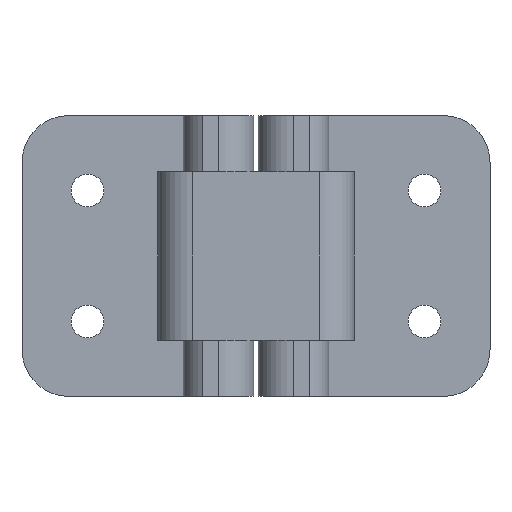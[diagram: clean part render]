
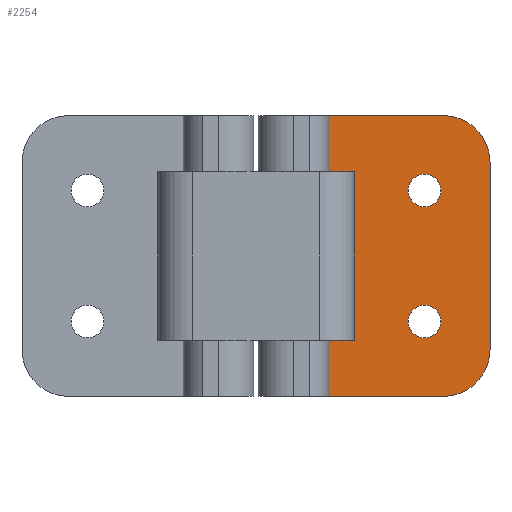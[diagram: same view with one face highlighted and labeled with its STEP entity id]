
A CAD part, front view. The second image highlights one B-rep face of the part: STEP entity #2254.
In plain terms, the highlighted planar face has unit normal (0, -1, 0).
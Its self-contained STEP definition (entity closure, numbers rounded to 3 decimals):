
#69 = VECTOR ( 'NONE', #275, 1000. ) ;
#114 = AXIS2_PLACEMENT_3D ( 'NONE', #440, #437, #434 ) ;
#128 = CIRCLE ( 'NONE', #114, 5. ) ;
#170 = AXIS2_PLACEMENT_3D ( 'NONE', #341, #340, #305 ) ;
#196 = CARTESIAN_POINT ( 'NONE',  ( -21., 1.75, -15. ) ) ;
#214 = DIRECTION ( 'NONE',  ( 0., 0., -1. ) ) ;
#224 = DIRECTION ( 'NONE',  ( 0., 1., 0. ) ) ;
#267 = DIRECTION ( 'NONE',  ( 0., 0., -1. ) ) ;
#275 = DIRECTION ( 'NONE',  ( 0., 0., -1. ) ) ;
#277 = CARTESIAN_POINT ( 'NONE',  ( -21., 1.75, 15. ) ) ;
#278 = CARTESIAN_POINT ( 'NONE',  ( -14., 1.75, 7. ) ) ;
#279 = DIRECTION ( 'NONE',  ( 0., 1., 0. ) ) ;
#284 = DIRECTION ( 'NONE',  ( 0., 0., 1. ) ) ;
#288 = DIRECTION ( 'NONE',  ( -1., 0., 0. ) ) ;
#292 = CARTESIAN_POINT ( 'NONE',  ( -16., 1.75, -10. ) ) ;
#296 = DIRECTION ( 'NONE',  ( 0., -1., 0. ) ) ;
#305 = DIRECTION ( 'NONE',  ( 0., 0., 1. ) ) ;
#306 = CARTESIAN_POINT ( 'NONE',  ( -21., 1.75, -9. ) ) ;
#340 = DIRECTION ( 'NONE',  ( 0., 1., 0. ) ) ;
#341 = CARTESIAN_POINT ( 'NONE',  ( -21., 1.75, 15. ) ) ;
#345 = DIRECTION ( 'NONE',  ( 0., 0., 1. ) ) ;
#347 = PLANE ( 'NONE',  #170 ) ;
#357 = CARTESIAN_POINT ( 'NONE',  ( -3.317, 1.75, 15. ) ) ;
#372 = DIRECTION ( 'NONE',  ( 0., 0., 1. ) ) ;
#382 = CARTESIAN_POINT ( 'NONE',  ( -14., 1.75, -7. ) ) ;
#434 = DIRECTION ( 'NONE',  ( 0., 0., 1. ) ) ;
#437 = DIRECTION ( 'NONE',  ( 0., -1., 0. ) ) ;
#440 = CARTESIAN_POINT ( 'NONE',  ( -16., 1.75, 10. ) ) ;
#470 = DIRECTION ( 'NONE',  ( 1., 0., 0. ) ) ;
#471 = CARTESIAN_POINT ( 'NONE',  ( -3.317, 1.75, 15. ) ) ;
#557 = EDGE_CURVE ( 'NONE', #1162, #1298, #2005, .T. ) ;
#777 = CARTESIAN_POINT ( 'NONE',  ( -16., 1.75, 15. ) ) ;
#781 = DIRECTION ( 'NONE',  ( 0., 0., 1. ) ) ;
#782 = CARTESIAN_POINT ( 'NONE',  ( -5.555, 1.75, -9. ) ) ;
#792 = CARTESIAN_POINT ( 'NONE',  ( -14., 1.75, 5.25 ) ) ;
#801 = CARTESIAN_POINT ( 'NONE',  ( -3.317, 1.75, 9. ) ) ;
#814 = DIRECTION ( 'NONE',  ( 1., 0., 0. ) ) ;
#815 = CARTESIAN_POINT ( 'NONE',  ( -21., 1.75, 15. ) ) ;
#823 = CARTESIAN_POINT ( 'NONE',  ( -3.317, 1.75, -9. ) ) ;
#829 = CARTESIAN_POINT ( 'NONE',  ( -5.555, 1.75, -9. ) ) ;
#834 = CARTESIAN_POINT ( 'NONE',  ( -5.555, 1.75, 9. ) ) ;
#835 = DIRECTION ( 'NONE',  ( 1., 0., 0. ) ) ;
#837 = CARTESIAN_POINT ( 'NONE',  ( -21., 1.75, 9. ) ) ;
#840 = CARTESIAN_POINT ( 'NONE',  ( -3.317, 1.75, 15. ) ) ;
#845 = CARTESIAN_POINT ( 'NONE',  ( -14., 1.75, -8.75 ) ) ;
#852 = CARTESIAN_POINT ( 'NONE',  ( -21., 1.75, 10. ) ) ;
#871 = CARTESIAN_POINT ( 'NONE',  ( -14., 1.75, -5.25 ) ) ;
#895 = DIRECTION ( 'NONE',  ( 0., 0., 1. ) ) ;
#896 = DIRECTION ( 'NONE',  ( 0., 1., 0. ) ) ;
#897 = CARTESIAN_POINT ( 'NONE',  ( -14., 1.75, 7. ) ) ;
#900 = DIRECTION ( 'NONE',  ( 0., 0., 1. ) ) ;
#901 = DIRECTION ( 'NONE',  ( 0., 1., 0. ) ) ;
#903 = CARTESIAN_POINT ( 'NONE',  ( -14., 1.75, -7. ) ) ;
#968 = CARTESIAN_POINT ( 'NONE',  ( -14., 1.75, 8.75 ) ) ;
#975 = CARTESIAN_POINT ( 'NONE',  ( -3.317, 1.75, -15. ) ) ;
#982 = CARTESIAN_POINT ( 'NONE',  ( -16., 1.75, -15. ) ) ;
#983 = CARTESIAN_POINT ( 'NONE',  ( -21., 1.75, -10. ) ) ;
#1113 = VERTEX_POINT ( 'NONE', #871 ) ;
#1128 = VERTEX_POINT ( 'NONE', #852 ) ;
#1134 = VERTEX_POINT ( 'NONE', #845 ) ;
#1139 = VERTEX_POINT ( 'NONE', #840 ) ;
#1143 = VERTEX_POINT ( 'NONE', #834 ) ;
#1147 = VERTEX_POINT ( 'NONE', #829 ) ;
#1148 = VERTEX_POINT ( 'NONE', #823 ) ;
#1157 = VERTEX_POINT ( 'NONE', #801 ) ;
#1162 = VERTEX_POINT ( 'NONE', #792 ) ;
#1166 = VERTEX_POINT ( 'NONE', #777 ) ;
#1178 = ORIENTED_EDGE ( 'NONE', *, *, #2201, .T. ) ;
#1179 = ORIENTED_EDGE ( 'NONE', *, *, #2115, .T. ) ;
#1180 = ORIENTED_EDGE ( 'NONE', *, *, #2161, .T. ) ;
#1181 = ORIENTED_EDGE ( 'NONE', *, *, #2168, .F. ) ;
#1182 = ORIENTED_EDGE ( 'NONE', *, *, #2119, .F. ) ;
#1183 = ORIENTED_EDGE ( 'NONE', *, *, #2226, .T. ) ;
#1184 = ORIENTED_EDGE ( 'NONE', *, *, #2220, .T. ) ;
#1185 = ORIENTED_EDGE ( 'NONE', *, *, #2218, .T. ) ;
#1186 = ORIENTED_EDGE ( 'NONE', *, *, #2217, .T. ) ;
#1187 = ORIENTED_EDGE ( 'NONE', *, *, #2216, .F. ) ;
#1291 = VERTEX_POINT ( 'NONE', #983 ) ;
#1292 = VERTEX_POINT ( 'NONE', #982 ) ;
#1296 = VERTEX_POINT ( 'NONE', #975 ) ;
#1298 = VERTEX_POINT ( 'NONE', #968 ) ;
#1399 = LINE ( 'NONE', #471, #1906 ) ;
#1400 = LINE ( 'NONE', #196, #1970 ) ;
#1454 = FACE_BOUND ( 'NONE', #1517, .T. ) ;
#1455 = FACE_BOUND ( 'NONE', #1518, .T. ) ;
#1456 = FACE_OUTER_BOUND ( 'NONE', #1519, .T. ) ;
#1517 = EDGE_LOOP ( 'NONE', ( #1554, #1557 ) ) ;
#1518 = EDGE_LOOP ( 'NONE', ( #1555, #1178 ) ) ;
#1519 = EDGE_LOOP ( 'NONE', ( #1556, #1180, #1179, #1181, #1182, #1183, #1184, #1185, #1186, #1187 ) ) ;
#1554 = ORIENTED_EDGE ( 'NONE', *, *, #2175, .T. ) ;
#1555 = ORIENTED_EDGE ( 'NONE', *, *, #2110, .T. ) ;
#1556 = ORIENTED_EDGE ( 'NONE', *, *, #2183, .T. ) ;
#1557 = ORIENTED_EDGE ( 'NONE', *, *, #557, .T. ) ;
#1583 = LINE ( 'NONE', #837, #1979 ) ;
#1591 = LINE ( 'NONE', #815, #1968 ) ;
#1600 = LINE ( 'NONE', #782, #2024 ) ;
#1604 = LINE ( 'NONE', #357, #1850 ) ;
#1613 = LINE ( 'NONE', #306, #1893 ) ;
#1625 = LINE ( 'NONE', #277, #69 ) ;
#1848 = CIRCLE ( 'NONE', #1982, 5. ) ;
#1850 = VECTOR ( 'NONE', #267, 1000. ) ;
#1854 = CIRCLE ( 'NONE', #1902, 1.75 ) ;
#1893 = VECTOR ( 'NONE', #288, 1000. ) ;
#1902 = AXIS2_PLACEMENT_3D ( 'NONE', #382, #224, #372 ) ;
#1906 = VECTOR ( 'NONE', #214, 1000. ) ;
#1912 = CIRCLE ( 'NONE', #1914, 1.75 ) ;
#1914 = AXIS2_PLACEMENT_3D ( 'NONE', #278, #279, #284 ) ;
#1968 = VECTOR ( 'NONE', #814, 1000. ) ;
#1970 = VECTOR ( 'NONE', #470, 1000. ) ;
#1979 = VECTOR ( 'NONE', #835, 1000. ) ;
#1982 = AXIS2_PLACEMENT_3D ( 'NONE', #292, #296, #345 ) ;
#1988 = AXIS2_PLACEMENT_3D ( 'NONE', #903, #901, #900 ) ;
#1996 = CIRCLE ( 'NONE', #1988, 1.75 ) ;
#2004 = AXIS2_PLACEMENT_3D ( 'NONE', #897, #896, #895 ) ;
#2005 = CIRCLE ( 'NONE', #2004, 1.75 ) ;
#2024 = VECTOR ( 'NONE', #781, 1000. ) ;
#2110 = EDGE_CURVE ( 'NONE', #1113, #1134, #1996, .T. ) ;
#2115 = EDGE_CURVE ( 'NONE', #1143, #1157, #1583, .T. ) ;
#2119 = EDGE_CURVE ( 'NONE', #1166, #1139, #1591, .T. ) ;
#2161 = EDGE_CURVE ( 'NONE', #1147, #1143, #1600, .T. ) ;
#2168 = EDGE_CURVE ( 'NONE', #1139, #1157, #1604, .T. ) ;
#2175 = EDGE_CURVE ( 'NONE', #1298, #1162, #1912, .T. ) ;
#2183 = EDGE_CURVE ( 'NONE', #1148, #1147, #1613, .T. ) ;
#2201 = EDGE_CURVE ( 'NONE', #1134, #1113, #1854, .T. ) ;
#2216 = EDGE_CURVE ( 'NONE', #1148, #1296, #1399, .T. ) ;
#2217 = EDGE_CURVE ( 'NONE', #1292, #1296, #1400, .T. ) ;
#2218 = EDGE_CURVE ( 'NONE', #1291, #1292, #1848, .T. ) ;
#2220 = EDGE_CURVE ( 'NONE', #1128, #1291, #1625, .T. ) ;
#2226 = EDGE_CURVE ( 'NONE', #1166, #1128, #128, .T. ) ;
#2254 = ADVANCED_FACE ( 'NONE', ( #1454, #1455, #1456 ), #347, .F. ) ;
